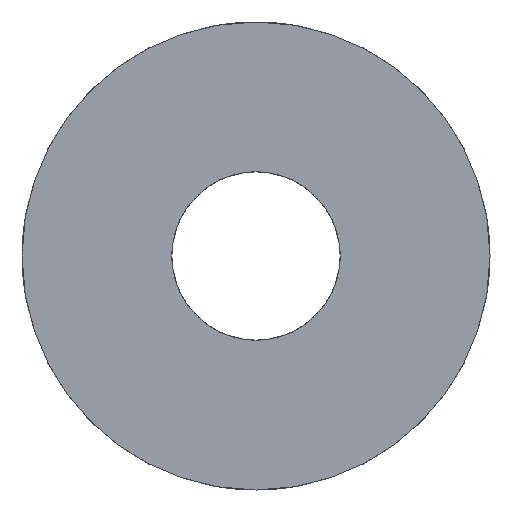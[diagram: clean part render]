
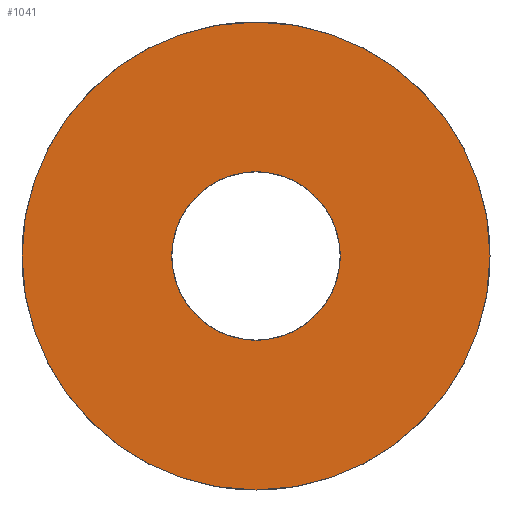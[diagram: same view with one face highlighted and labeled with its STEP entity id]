
A CAD part, front view. The second image highlights one B-rep face of the part: STEP entity #1041.
In plain terms, the highlighted free-form (B-spline) face has degree [1, 1] with [2, 2] control points.
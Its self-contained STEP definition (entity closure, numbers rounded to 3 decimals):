
#968=(
BOUNDED_SURFACE()
B_SPLINE_SURFACE(1,1,((#969,#970),(#971,#972)),.UNSPECIFIED.,.F.,.F.,.F.)
B_SPLINE_SURFACE_WITH_KNOTS((2,2),(2,2),(0.000,1.000),(0.000,1.000),.UNSPECIFIED.)
GEOMETRIC_REPRESENTATION_ITEM()
RATIONAL_B_SPLINE_SURFACE(((1.,1.),(1.,1.)))
REPRESENTATION_ITEM('')
SURFACE()
);
#969=CARTESIAN_POINT('',(-2.908,0.,2.908));
#970=CARTESIAN_POINT('',(2.908,0.,2.908));
#971=CARTESIAN_POINT('',(-2.908,0.,-2.908));
#972=CARTESIAN_POINT('',(2.908,0.,-2.908));
#973=CARTESIAN_POINT('',(0.,0.,2.78));
#974=VERTEX_POINT('',#973);
#975=(
BOUNDED_CURVE()
B_SPLINE_CURVE(2,(#976,#977,#978),.UNSPECIFIED.,.F.,.F.)
B_SPLINE_CURVE_WITH_KNOTS((3,3),(0.000,1.000),.UNSPECIFIED.)
CURVE()
GEOMETRIC_REPRESENTATION_ITEM()
RATIONAL_B_SPLINE_CURVE((1.,0.707,1.))
REPRESENTATION_ITEM('')
);
#976=CARTESIAN_POINT('',(0.,0.,2.78));
#977=CARTESIAN_POINT('',(2.78,0.,2.78));
#978=CARTESIAN_POINT('',(2.78,0.,0.));
#979=CARTESIAN_POINT('',(2.78,0.,0.));
#980=VERTEX_POINT('',#979);
#981=EDGE_CURVE('',#974,#980,#975,.T.);
#982=ORIENTED_EDGE('',*,*,#981,.T.);
#983=(
BOUNDED_CURVE()
B_SPLINE_CURVE(2,(#984,#985,#986),.UNSPECIFIED.,.F.,.F.)
B_SPLINE_CURVE_WITH_KNOTS((3,3),(0.000,1.000),.UNSPECIFIED.)
CURVE()
GEOMETRIC_REPRESENTATION_ITEM()
RATIONAL_B_SPLINE_CURVE((1.,0.707,1.))
REPRESENTATION_ITEM('')
);
#984=CARTESIAN_POINT('',(2.78,0.,0.));
#985=CARTESIAN_POINT('',(2.78,0.,-2.78));
#986=CARTESIAN_POINT('',(0.,0.,-2.78));
#987=CARTESIAN_POINT('',(0.,0.,-2.78));
#988=VERTEX_POINT('',#987);
#989=EDGE_CURVE('',#980,#988,#983,.T.);
#990=ORIENTED_EDGE('',*,*,#989,.T.);
#991=(
BOUNDED_CURVE()
B_SPLINE_CURVE(2,(#992,#993,#994),.UNSPECIFIED.,.F.,.F.)
B_SPLINE_CURVE_WITH_KNOTS((3,3),(0.000,1.000),.UNSPECIFIED.)
CURVE()
GEOMETRIC_REPRESENTATION_ITEM()
RATIONAL_B_SPLINE_CURVE((1.,0.707,1.))
REPRESENTATION_ITEM('')
);
#992=CARTESIAN_POINT('',(0.,0.,-2.78));
#993=CARTESIAN_POINT('',(-2.78,0.,-2.78));
#994=CARTESIAN_POINT('',(-2.78,0.,0.));
#995=CARTESIAN_POINT('',(-2.78,0.,0.));
#996=VERTEX_POINT('',#995);
#997=EDGE_CURVE('',#988,#996,#991,.T.);
#998=ORIENTED_EDGE('',*,*,#997,.T.);
#999=(
BOUNDED_CURVE()
B_SPLINE_CURVE(2,(#1000,#1001,#1002),.UNSPECIFIED.,.F.,.F.)
B_SPLINE_CURVE_WITH_KNOTS((3,3),(0.000,1.000),.UNSPECIFIED.)
CURVE()
GEOMETRIC_REPRESENTATION_ITEM()
RATIONAL_B_SPLINE_CURVE((1.,0.707,1.))
REPRESENTATION_ITEM('')
);
#1000=CARTESIAN_POINT('',(-2.78,0.,0.));
#1001=CARTESIAN_POINT('',(-2.78,0.,2.78));
#1002=CARTESIAN_POINT('',(0.,0.,2.78));
#1003=EDGE_CURVE('',#996,#974,#999,.T.);
#1004=ORIENTED_EDGE('',*,*,#1003,.T.);
#1005=EDGE_LOOP('',(#982,#990,#998,#1004));
#1006=FACE_OUTER_BOUND('',#1005,.T.);
#1007=CARTESIAN_POINT('',(0.,0.,-1.));
#1008=VERTEX_POINT('',#1007);
#1009=(
BOUNDED_CURVE()
B_SPLINE_CURVE(2,(#1010,#1011,#1012),.UNSPECIFIED.,.F.,.F.)
B_SPLINE_CURVE_WITH_KNOTS((3,3),(0.000,1.000),.UNSPECIFIED.)
CURVE()
GEOMETRIC_REPRESENTATION_ITEM()
RATIONAL_B_SPLINE_CURVE((1.,0.707,1.))
REPRESENTATION_ITEM('')
);
#1010=CARTESIAN_POINT('',(0.,0.,-1.));
#1011=CARTESIAN_POINT('',(1.,0.,-1.));
#1012=CARTESIAN_POINT('',(1.,0.,0.));
#1013=CARTESIAN_POINT('',(1.,0.,0.));
#1014=VERTEX_POINT('',#1013);
#1015=EDGE_CURVE('',#1008,#1014,#1009,.T.);
#1016=ORIENTED_EDGE('',*,*,#1015,.T.);
#1017=(
BOUNDED_CURVE()
B_SPLINE_CURVE(2,(#1018,#1019,#1020),.UNSPECIFIED.,.F.,.F.)
B_SPLINE_CURVE_WITH_KNOTS((3,3),(0.000,1.000),.UNSPECIFIED.)
CURVE()
GEOMETRIC_REPRESENTATION_ITEM()
RATIONAL_B_SPLINE_CURVE((1.,0.707,1.))
REPRESENTATION_ITEM('')
);
#1018=CARTESIAN_POINT('',(1.,0.,0.));
#1019=CARTESIAN_POINT('',(1.,0.,1.));
#1020=CARTESIAN_POINT('',(0.,0.,1.));
#1021=CARTESIAN_POINT('',(0.,0.,1.));
#1022=VERTEX_POINT('',#1021);
#1023=EDGE_CURVE('',#1014,#1022,#1017,.T.);
#1024=ORIENTED_EDGE('',*,*,#1023,.T.);
#1025=(
BOUNDED_CURVE()
B_SPLINE_CURVE(2,(#1026,#1027,#1028),.UNSPECIFIED.,.F.,.F.)
B_SPLINE_CURVE_WITH_KNOTS((3,3),(0.000,1.000),.UNSPECIFIED.)
CURVE()
GEOMETRIC_REPRESENTATION_ITEM()
RATIONAL_B_SPLINE_CURVE((1.,0.707,1.))
REPRESENTATION_ITEM('')
);
#1026=CARTESIAN_POINT('',(0.,0.,1.));
#1027=CARTESIAN_POINT('',(-1.,0.,1.));
#1028=CARTESIAN_POINT('',(-1.,0.,0.));
#1029=CARTESIAN_POINT('',(-1.,0.,0.));
#1030=VERTEX_POINT('',#1029);
#1031=EDGE_CURVE('',#1022,#1030,#1025,.T.);
#1032=ORIENTED_EDGE('',*,*,#1031,.T.);
#1033=(
BOUNDED_CURVE()
B_SPLINE_CURVE(2,(#1034,#1035,#1036),.UNSPECIFIED.,.F.,.F.)
B_SPLINE_CURVE_WITH_KNOTS((3,3),(0.000,1.000),.UNSPECIFIED.)
CURVE()
GEOMETRIC_REPRESENTATION_ITEM()
RATIONAL_B_SPLINE_CURVE((1.,0.707,1.))
REPRESENTATION_ITEM('')
);
#1034=CARTESIAN_POINT('',(-1.,0.,0.));
#1035=CARTESIAN_POINT('',(-1.,0.,-1.));
#1036=CARTESIAN_POINT('',(0.,0.,-1.));
#1037=EDGE_CURVE('',#1030,#1008,#1033,.T.);
#1038=ORIENTED_EDGE('',*,*,#1037,.T.);
#1039=EDGE_LOOP('',(#1016,#1024,#1032,#1038));
#1040=FACE_BOUND('',#1039,.T.);
#1041=ADVANCED_FACE('',(#1006,#1040),#968,.T.);
